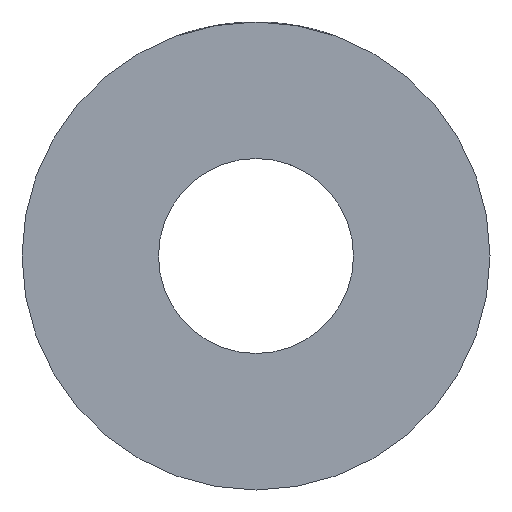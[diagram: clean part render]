
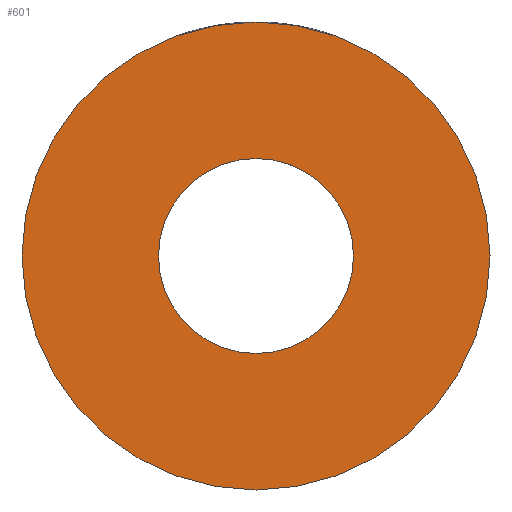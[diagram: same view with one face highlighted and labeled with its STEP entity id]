
A CAD part, front view. The second image highlights one B-rep face of the part: STEP entity #601.
In plain terms, the highlighted planar face has unit normal (0, -1, 0).
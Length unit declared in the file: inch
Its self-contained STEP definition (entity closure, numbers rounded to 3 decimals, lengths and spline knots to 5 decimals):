
#60 = FACE_BOUND ( 'NONE', #300, .T. ) ;
#72 = EDGE_LOOP ( 'NONE', ( #351, #772 ) ) ;
#79 = CARTESIAN_POINT ( 'NONE',  ( 0., 0., 0. ) ) ;
#82 = DIRECTION ( 'NONE',  ( 0., 1., 0. ) ) ;
#87 = DIRECTION ( 'NONE',  ( 0., 0., 1. ) ) ;
#132 = CARTESIAN_POINT ( 'NONE',  ( 0., 0., 0. ) ) ;
#136 = CARTESIAN_POINT ( 'NONE',  ( 0., 0., 0.125 ) ) ;
#143 = EDGE_CURVE ( 'NONE', #586, #382, #724, .T. ) ;
#171 = CIRCLE ( 'NONE', #329, 0.125 ) ;
#199 = VERTEX_POINT ( 'NONE', #501 ) ;
#208 = DIRECTION ( 'NONE',  ( 0., 0., -1. ) ) ;
#210 = CARTESIAN_POINT ( 'NONE',  ( 0., 0., -0.125 ) ) ;
#223 = CARTESIAN_POINT ( 'NONE',  ( 0., 0., 0. ) ) ;
#242 = AXIS2_PLACEMENT_3D ( 'NONE', #223, #464, #474 ) ;
#253 = DIRECTION ( 'NONE',  ( 0., 1., 0. ) ) ;
#254 = CARTESIAN_POINT ( 'NONE',  ( 0., 0., 0. ) ) ;
#257 = CARTESIAN_POINT ( 'NONE',  ( 0., 0., 0. ) ) ;
#300 = EDGE_LOOP ( 'NONE', ( #444, #749 ) ) ;
#323 = DIRECTION ( 'NONE',  ( 0., 0., -1. ) ) ;
#329 = AXIS2_PLACEMENT_3D ( 'NONE', #132, #576, #208 ) ;
#338 = EDGE_CURVE ( 'NONE', #382, #586, #171, .T. ) ;
#346 = CARTESIAN_POINT ( 'NONE',  ( 0., 0., -0.3 ) ) ;
#349 = FACE_OUTER_BOUND ( 'NONE', #72, .T. ) ;
#351 = ORIENTED_EDGE ( 'NONE', *, *, #646, .F. ) ;
#374 = AXIS2_PLACEMENT_3D ( 'NONE', #254, #663, #323 ) ;
#382 = VERTEX_POINT ( 'NONE', #136 ) ;
#398 = PLANE ( 'NONE',  #495 ) ;
#444 = ORIENTED_EDGE ( 'NONE', *, *, #143, .F. ) ;
#463 = CIRCLE ( 'NONE', #529, 0.3 ) ;
#464 = DIRECTION ( 'NONE',  ( 0., 1., 0. ) ) ;
#474 = DIRECTION ( 'NONE',  ( 0., 0., 1. ) ) ;
#495 = AXIS2_PLACEMENT_3D ( 'NONE', #257, #253, #555 ) ;
#501 = CARTESIAN_POINT ( 'NONE',  ( 0., 0., 0.3 ) ) ;
#529 = AXIS2_PLACEMENT_3D ( 'NONE', #79, #82, #87 ) ;
#546 = EDGE_CURVE ( 'NONE', #199, #735, #784, .T. ) ;
#555 = DIRECTION ( 'NONE',  ( 0., 0., 1. ) ) ;
#576 = DIRECTION ( 'NONE',  ( 0., -1., 0. ) ) ;
#586 = VERTEX_POINT ( 'NONE', #210 ) ;
#601 = ADVANCED_FACE ( 'NONE', ( #60, #349 ), #398, .F. ) ;
#646 = EDGE_CURVE ( 'NONE', #735, #199, #463, .T. ) ;
#663 = DIRECTION ( 'NONE',  ( 0., -1., 0. ) ) ;
#724 = CIRCLE ( 'NONE', #374, 0.125 ) ;
#735 = VERTEX_POINT ( 'NONE', #346 ) ;
#749 = ORIENTED_EDGE ( 'NONE', *, *, #338, .F. ) ;
#772 = ORIENTED_EDGE ( 'NONE', *, *, #546, .F. ) ;
#784 = CIRCLE ( 'NONE', #242, 0.3 ) ;
